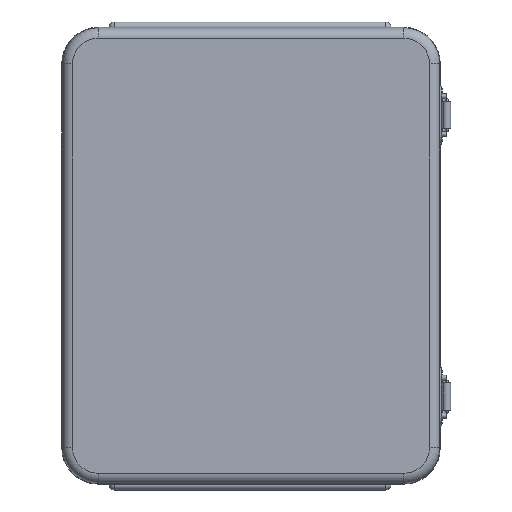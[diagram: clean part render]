
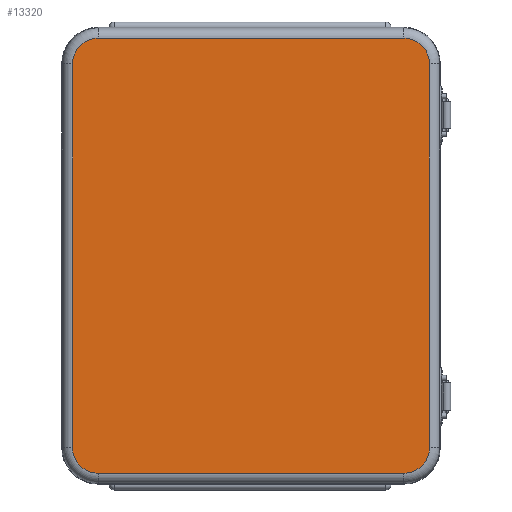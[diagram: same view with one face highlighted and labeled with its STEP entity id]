
A CAD part, top view. The second image highlights one B-rep face of the part: STEP entity #13320.
In plain terms, the highlighted planar face has unit normal (0, 0, 1).
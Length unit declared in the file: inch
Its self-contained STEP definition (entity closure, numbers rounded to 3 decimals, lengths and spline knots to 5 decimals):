
#646=PLANE('',#14787);
#1274=LINE('',#23418,#2230);
#1276=LINE('',#23438,#2232);
#1279=LINE('',#23445,#2235);
#1281=LINE('',#23460,#2237);
#2230=VECTOR('',#17313,7.593);
#2232=VECTOR('',#17337,9.538);
#2235=VECTOR('',#17344,9.538);
#2237=VECTOR('',#17364,7.593);
#3621=FACE_OUTER_BOUND('',#4500,.T.);
#4500=EDGE_LOOP('',(#10620,#10621,#10622,#10623,#10624,#10625,#10626,#10627));
#5508=CIRCLE('',#14762,0.63801);
#5512=CIRCLE('',#14767,0.63801);
#5516=CIRCLE('',#14774,0.63801);
#5520=CIRCLE('',#14779,0.63801);
#6470=VERTEX_POINT('',#23415);
#6471=VERTEX_POINT('',#23417);
#6474=VERTEX_POINT('',#23424);
#6475=VERTEX_POINT('',#23429);
#6478=VERTEX_POINT('',#23436);
#6479=VERTEX_POINT('',#23441);
#6482=VERTEX_POINT('',#23448);
#6483=VERTEX_POINT('',#23453);
#8001=EDGE_CURVE('',#6470,#6471,#1274,.T.);
#8005=EDGE_CURVE('',#6474,#6470,#5508,.T.);
#8009=EDGE_CURVE('',#6471,#6475,#5512,.T.);
#8011=EDGE_CURVE('',#6478,#6474,#1276,.T.);
#8015=EDGE_CURVE('',#6475,#6479,#1279,.T.);
#8017=EDGE_CURVE('',#6482,#6478,#5516,.T.);
#8021=EDGE_CURVE('',#6479,#6483,#5520,.T.);
#8023=EDGE_CURVE('',#6483,#6482,#1281,.T.);
#10620=ORIENTED_EDGE('',*,*,#8001,.F.);
#10621=ORIENTED_EDGE('',*,*,#8005,.F.);
#10622=ORIENTED_EDGE('',*,*,#8011,.F.);
#10623=ORIENTED_EDGE('',*,*,#8017,.F.);
#10624=ORIENTED_EDGE('',*,*,#8023,.F.);
#10625=ORIENTED_EDGE('',*,*,#8021,.F.);
#10626=ORIENTED_EDGE('',*,*,#8015,.F.);
#10627=ORIENTED_EDGE('',*,*,#8009,.F.);
#13320=ADVANCED_FACE('',(#3621),#646,.T.);
#14762=AXIS2_PLACEMENT_3D('',#23426,#17321,#17322);
#14767=AXIS2_PLACEMENT_3D('',#23433,#17331,#17332);
#14774=AXIS2_PLACEMENT_3D('',#23450,#17349,#17350);
#14779=AXIS2_PLACEMENT_3D('',#23457,#17359,#17360);
#14787=AXIS2_PLACEMENT_3D('',#23479,#17384,#17385);
#17313=DIRECTION('',(1.,0.,0.));
#17321=DIRECTION('center_axis',(0.,0.,-1.));
#17322=DIRECTION('ref_axis',(-0.707,0.707,0.));
#17331=DIRECTION('center_axis',(0.,0.,-1.));
#17332=DIRECTION('ref_axis',(0.707,0.707,0.));
#17337=DIRECTION('',(0.,1.,0.));
#17344=DIRECTION('',(0.,-1.,0.));
#17349=DIRECTION('center_axis',(0.,0.,-1.));
#17350=DIRECTION('ref_axis',(-0.707,-0.707,0.));
#17359=DIRECTION('center_axis',(0.,0.,-1.));
#17360=DIRECTION('ref_axis',(0.707,-0.707,0.));
#17364=DIRECTION('',(-1.,0.,0.));
#17384=DIRECTION('center_axis',(0.,0.,1.));
#17385=DIRECTION('ref_axis',(1.,0.,0.));
#23415=CARTESIAN_POINT('',(-3.7965,5.40701,0.765));
#23417=CARTESIAN_POINT('',(3.7965,5.40701,0.765));
#23418=CARTESIAN_POINT('',(-1.89825,5.40701,0.765));
#23424=CARTESIAN_POINT('',(-4.43451,4.769,0.765));
#23426=CARTESIAN_POINT('Origin',(-3.7965,4.769,0.765));
#23429=CARTESIAN_POINT('',(4.43451,4.769,0.765));
#23433=CARTESIAN_POINT('Origin',(3.7965,4.769,0.765));
#23436=CARTESIAN_POINT('',(-4.43451,-4.769,0.765));
#23438=CARTESIAN_POINT('',(-4.43451,-2.3845,0.765));
#23441=CARTESIAN_POINT('',(4.43451,-4.769,0.765));
#23445=CARTESIAN_POINT('',(4.43451,2.3845,0.765));
#23448=CARTESIAN_POINT('',(-3.7965,-5.40701,0.765));
#23450=CARTESIAN_POINT('Origin',(-3.7965,-4.769,0.765));
#23453=CARTESIAN_POINT('',(3.7965,-5.40701,0.765));
#23457=CARTESIAN_POINT('Origin',(3.7965,-4.769,0.765));
#23460=CARTESIAN_POINT('',(1.89825,-5.40701,0.765));
#23479=CARTESIAN_POINT('Origin',(0.,0.,
0.765));
